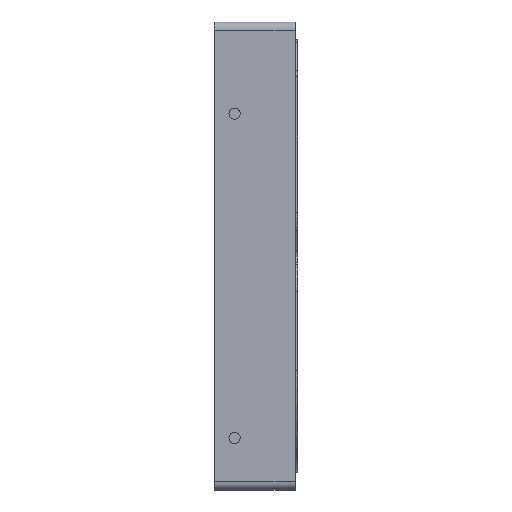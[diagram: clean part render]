
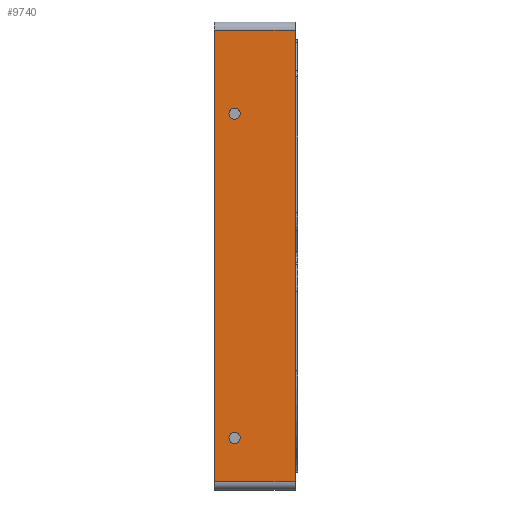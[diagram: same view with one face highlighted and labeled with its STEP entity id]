
A CAD part, left-side view. The second image highlights one B-rep face of the part: STEP entity #9740.
In plain terms, the highlighted planar face has unit normal (-1, 0, 0).
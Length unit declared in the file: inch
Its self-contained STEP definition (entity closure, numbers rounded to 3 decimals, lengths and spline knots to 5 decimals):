
#135 = AXIS2_PLACEMENT_3D ( 'NONE', #5800, #3483, #7655 ) ;
#197 = EDGE_LOOP ( 'NONE', ( #3819, #5085 ) ) ;
#285 = LINE ( 'NONE', #11614, #2393 ) ;
#921 = EDGE_CURVE ( 'NONE', #10489, #9583, #4557, .T. ) ;
#931 = CIRCLE ( 'NONE', #3989, 0.06909 ) ;
#992 = VERTEX_POINT ( 'NONE', #10864 ) ;
#1056 = EDGE_CURVE ( 'NONE', #10172, #992, #2535, .T. ) ;
#1364 = CARTESIAN_POINT ( 'NONE',  ( 0., 0., 0. ) ) ;
#1374 = DIRECTION ( 'NONE',  ( 0., 1., 0. ) ) ;
#1525 = EDGE_CURVE ( 'NONE', #992, #10172, #9453, .T. ) ;
#1564 = ORIENTED_EDGE ( 'NONE', *, *, #7067, .F. ) ;
#1770 = EDGE_CURVE ( 'NONE', #9456, #11243, #10734, .T. ) ;
#2003 = DIRECTION ( 'NONE',  ( 0., 0., -1. ) ) ;
#2010 = DIRECTION ( 'NONE',  ( 0., 0., 1. ) ) ;
#2393 = VECTOR ( 'NONE', #1374, 39.37008 ) ;
#2535 = CIRCLE ( 'NONE', #135, 0.06909 ) ;
#3028 = CARTESIAN_POINT ( 'NONE',  ( 0., -0.25, -1.13 ) ) ;
#3483 = DIRECTION ( 'NONE',  ( -1., 0., 0. ) ) ;
#3530 = DIRECTION ( 'NONE',  ( 0., 0., -1. ) ) ;
#3553 = EDGE_CURVE ( 'NONE', #10065, #13130, #13424, .T. ) ;
#3639 = DIRECTION ( 'NONE',  ( 0., 1., 0. ) ) ;
#3771 = CARTESIAN_POINT ( 'NONE',  ( 0., -0.998, -0.1 ) ) ;
#3819 = ORIENTED_EDGE ( 'NONE', *, *, #1056, .F. ) ;
#3877 = CARTESIAN_POINT ( 'NONE',  ( 0., -0.25, -5.06091 ) ) ;
#3921 = AXIS2_PLACEMENT_3D ( 'NONE', #9332, #9395, #2003 ) ;
#3989 = AXIS2_PLACEMENT_3D ( 'NONE', #12971, #13037, #7813 ) ;
#4405 = ORIENTED_EDGE ( 'NONE', *, *, #11639, .T. ) ;
#4557 = LINE ( 'NONE', #8731, #12121 ) ;
#4943 = ORIENTED_EDGE ( 'NONE', *, *, #9539, .F. ) ;
#5085 = ORIENTED_EDGE ( 'NONE', *, *, #1525, .F. ) ;
#5523 = CARTESIAN_POINT ( 'NONE',  ( 0., -0.998, -5.673 ) ) ;
#5800 = CARTESIAN_POINT ( 'NONE',  ( 0., -0.25, -1.13 ) ) ;
#6120 = PLANE ( 'NONE',  #3921 ) ;
#6263 = AXIS2_PLACEMENT_3D ( 'NONE', #13308, #11144, #7042 ) ;
#6609 = CARTESIAN_POINT ( 'NONE',  ( 0., -0.998, -0.1 ) ) ;
#6635 = AXIS2_PLACEMENT_3D ( 'NONE', #3028, #7223, #2010 ) ;
#7042 = DIRECTION ( 'NONE',  ( 0., 0., 1. ) ) ;
#7067 = EDGE_CURVE ( 'NONE', #13130, #10065, #931, .T. ) ;
#7083 = ORIENTED_EDGE ( 'NONE', *, *, #3553, .F. ) ;
#7214 = FACE_BOUND ( 'NONE', #197, .T. ) ;
#7223 = DIRECTION ( 'NONE',  ( -1., 0., 0. ) ) ;
#7655 = DIRECTION ( 'NONE',  ( 0., 0., 1. ) ) ;
#7728 = VECTOR ( 'NONE', #10665, 39.37008 ) ;
#7813 = DIRECTION ( 'NONE',  ( 0., 0., 1. ) ) ;
#7969 = CARTESIAN_POINT ( 'NONE',  ( 0., 0., -0.1 ) ) ;
#8028 = EDGE_LOOP ( 'NONE', ( #7083, #1564 ) ) ;
#8143 = VECTOR ( 'NONE', #3639, 39.37008 ) ;
#8183 = CARTESIAN_POINT ( 'NONE',  ( 0., -0.25, -1.06091 ) ) ;
#8731 = CARTESIAN_POINT ( 'NONE',  ( 0., -0.998, -0.1 ) ) ;
#9327 = EDGE_LOOP ( 'NONE', ( #4405, #11952, #4943, #11189 ) ) ;
#9332 = CARTESIAN_POINT ( 'NONE',  ( 0., -0.998, -0.1 ) ) ;
#9395 = DIRECTION ( 'NONE',  ( 1., 0., 0. ) ) ;
#9453 = CIRCLE ( 'NONE', #6635, 0.06909 ) ;
#9456 = VERTEX_POINT ( 'NONE', #12589 ) ;
#9539 = EDGE_CURVE ( 'NONE', #9583, #9456, #285, .T. ) ;
#9583 = VERTEX_POINT ( 'NONE', #5523 ) ;
#9740 = ADVANCED_FACE ( 'NONE', ( #10423, #12388, #7214 ), #6120, .F. ) ;
#10065 = VERTEX_POINT ( 'NONE', #3877 ) ;
#10078 = CARTESIAN_POINT ( 'NONE',  ( 0., -0.25, -5.19909 ) ) ;
#10172 = VERTEX_POINT ( 'NONE', #8183 ) ;
#10423 = FACE_OUTER_BOUND ( 'NONE', #9327, .T. ) ;
#10489 = VERTEX_POINT ( 'NONE', #6609 ) ;
#10665 = DIRECTION ( 'NONE',  ( 0., 0., 1. ) ) ;
#10734 = LINE ( 'NONE', #1364, #7728 ) ;
#10864 = CARTESIAN_POINT ( 'NONE',  ( 0., -0.25, -1.19909 ) ) ;
#11144 = DIRECTION ( 'NONE',  ( -1., 0., 0. ) ) ;
#11189 = ORIENTED_EDGE ( 'NONE', *, *, #921, .F. ) ;
#11243 = VERTEX_POINT ( 'NONE', #7969 ) ;
#11614 = CARTESIAN_POINT ( 'NONE',  ( 0., -0.998, -5.673 ) ) ;
#11639 = EDGE_CURVE ( 'NONE', #10489, #11243, #12980, .T. ) ;
#11952 = ORIENTED_EDGE ( 'NONE', *, *, #1770, .F. ) ;
#12121 = VECTOR ( 'NONE', #3530, 39.37008 ) ;
#12388 = FACE_BOUND ( 'NONE', #8028, .T. ) ;
#12589 = CARTESIAN_POINT ( 'NONE',  ( 0., 0., -5.673 ) ) ;
#12971 = CARTESIAN_POINT ( 'NONE',  ( 0., -0.25, -5.13 ) ) ;
#12980 = LINE ( 'NONE', #3771, #8143 ) ;
#13037 = DIRECTION ( 'NONE',  ( -1., 0., 0. ) ) ;
#13130 = VERTEX_POINT ( 'NONE', #10078 ) ;
#13308 = CARTESIAN_POINT ( 'NONE',  ( 0., -0.25, -5.13 ) ) ;
#13424 = CIRCLE ( 'NONE', #6263, 0.06909 ) ;
